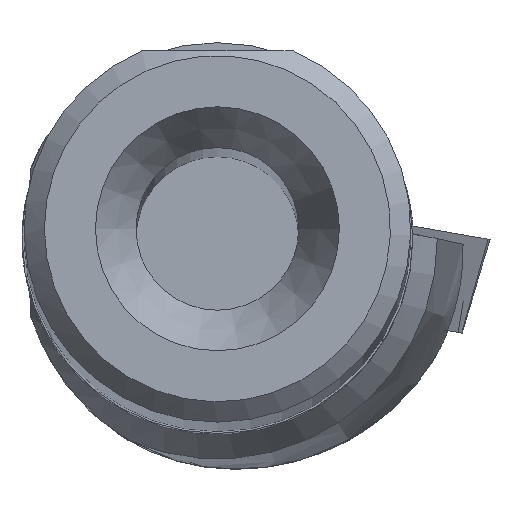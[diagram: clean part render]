
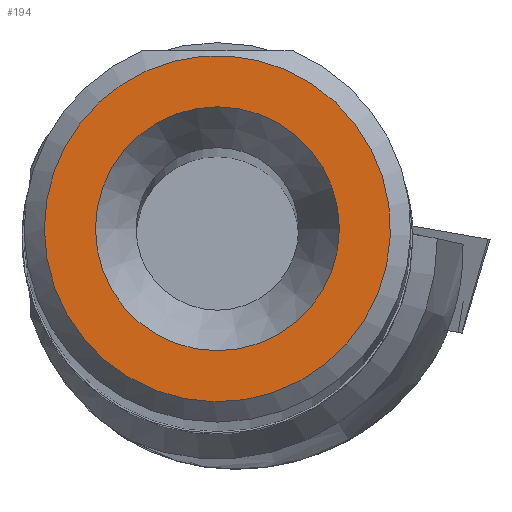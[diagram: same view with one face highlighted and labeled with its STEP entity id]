
A CAD part, top view. The second image highlights one B-rep face of the part: STEP entity #194.
In plain terms, the highlighted planar face has unit normal (0, 0, 1).
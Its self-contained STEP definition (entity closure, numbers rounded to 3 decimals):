
#194=ADVANCED_FACE('',(#319,#320),#222,.T.);
#222=PLANE('',#874);
#319=FACE_BOUND('',#370,.T.);
#320=FACE_BOUND('',#371,.T.);
#370=EDGE_LOOP('',(#502));
#371=EDGE_LOOP('',(#503));
#502=ORIENTED_EDGE('',*,*,#704,.T.);
#503=ORIENTED_EDGE('',*,*,#702,.F.);
#624=VERTEX_POINT('',#1381);
#625=VERTEX_POINT('',#1390);
#702=EDGE_CURVE('',#624,#624,#748,.T.);
#704=EDGE_CURVE('',#625,#625,#749,.T.);
#748=CIRCLE('',#871,4.256);
#749=CIRCLE('',#873,3.);
#871=AXIS2_PLACEMENT_3D('',#1380,#1031,#1032);
#873=AXIS2_PLACEMENT_3D('',#1389,#1035,#1036);
#874=AXIS2_PLACEMENT_3D('',#1391,#1037,#1038);
#1031=DIRECTION('',(0.,0.,-1.));
#1032=DIRECTION('',(-1.,0.,0.));
#1035=DIRECTION('',(0.,0.,-1.));
#1036=DIRECTION('',(-1.,0.,0.));
#1037=DIRECTION('',(0.,0.,1.));
#1038=DIRECTION('',(-1.,0.,0.));
#1380=CARTESIAN_POINT('',(0.,0.,0.));
#1381=CARTESIAN_POINT('',(-4.256,0.,0.));
#1389=CARTESIAN_POINT('',(0.,0.,0.));
#1390=CARTESIAN_POINT('',(-3.,0.,0.));
#1391=CARTESIAN_POINT('',(0.,0.,0.));
